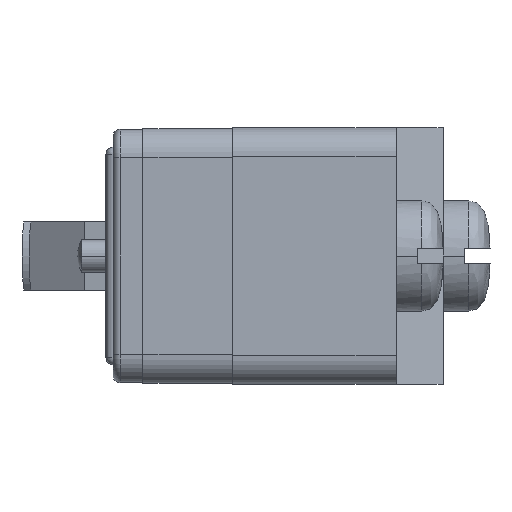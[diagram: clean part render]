
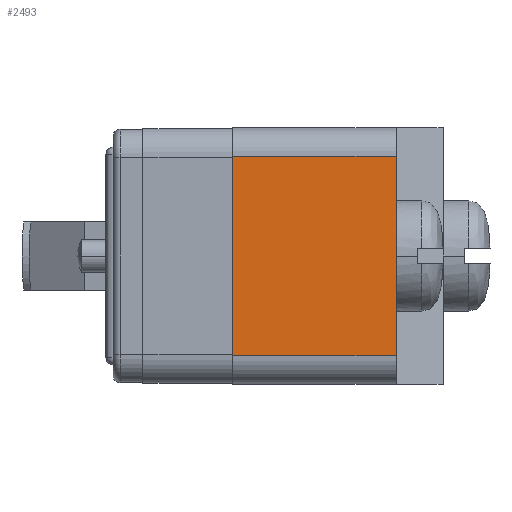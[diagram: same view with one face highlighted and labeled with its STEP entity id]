
A CAD part, left-side view. The second image highlights one B-rep face of the part: STEP entity #2493.
In plain terms, the highlighted planar face has unit normal (-1, 0, 0).
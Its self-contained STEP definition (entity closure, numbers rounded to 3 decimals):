
#146=DIRECTION('',(0.,0.,1.));
#147=VECTOR('',#146,14.);
#148=CARTESIAN_POINT('',(-25.,14.8,-7.));
#149=LINE('',#148,#147);
#208=DIRECTION('',(0.,-1.,0.));
#209=VECTOR('',#208,11.5);
#210=CARTESIAN_POINT('',(-25.,14.8,-7.));
#211=LINE('',#210,#209);
#212=DIRECTION('',(0.,-1.,0.));
#213=VECTOR('',#212,11.5);
#214=CARTESIAN_POINT('',(-25.,14.8,7.));
#215=LINE('',#214,#213);
#216=DIRECTION('',(0.,0.,1.));
#217=VECTOR('',#216,14.);
#218=CARTESIAN_POINT('',(-25.,3.3,-7.));
#219=LINE('',#218,#217);
#1846=CARTESIAN_POINT('',(-25.,14.8,-7.));
#1847=CARTESIAN_POINT('',(-25.,3.3,-7.));
#1848=VERTEX_POINT('',#1846);
#1849=VERTEX_POINT('',#1847);
#1866=CARTESIAN_POINT('',(-25.,3.3,7.));
#1867=VERTEX_POINT('',#1866);
#1868=CARTESIAN_POINT('',(-25.,14.8,7.));
#1869=VERTEX_POINT('',#1868);
#2482=CARTESIAN_POINT('',(-25.,0.,-9.));
#2483=DIRECTION('',(-1.,0.,0.));
#2484=DIRECTION('',(0.,0.,1.));
#2485=AXIS2_PLACEMENT_3D('',#2482,#2483,#2484);
#2486=PLANE('',#2485);
#2487=ORIENTED_EDGE('',*,*,#2475,.F.);
#2488=ORIENTED_EDGE('',*,*,#2403,.T.);
#2489=ORIENTED_EDGE('',*,*,#2442,.T.);
#2490=ORIENTED_EDGE('',*,*,#2454,.F.);
#2491=EDGE_LOOP('',(#2487,#2488,#2489,#2490));
#2492=FACE_OUTER_BOUND('',#2491,.F.);
#2403=EDGE_CURVE('',#1848,#1869,#149,.T.);
#2442=EDGE_CURVE('',#1869,#1867,#215,.T.);
#2454=EDGE_CURVE('',#1849,#1867,#219,.T.);
#2475=EDGE_CURVE('',#1848,#1849,#211,.T.);
#2493=ADVANCED_FACE('',(#2492),#2486,.T.);
